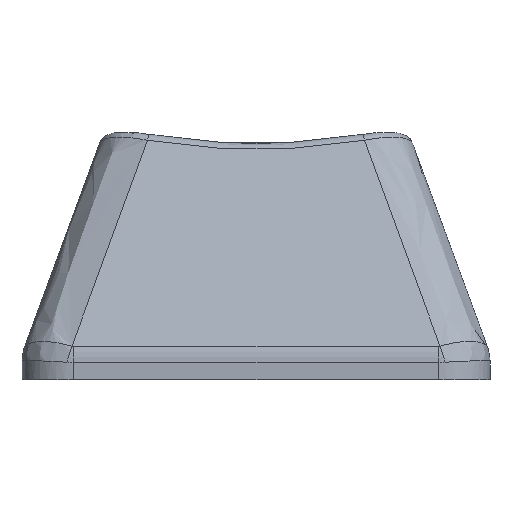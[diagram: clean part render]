
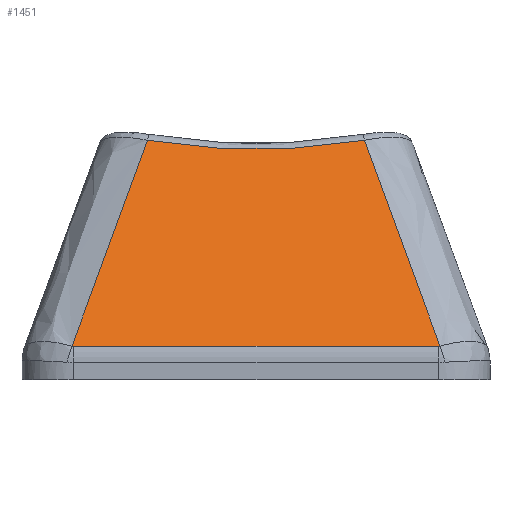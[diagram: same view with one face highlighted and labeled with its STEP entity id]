
A CAD part, front view. The second image highlights one B-rep face of the part: STEP entity #1451.
In plain terms, the highlighted planar face has unit normal (0, -0.909, 0.417).
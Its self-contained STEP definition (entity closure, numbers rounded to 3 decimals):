
#14=PLANE('',#1543);
#41=ELLIPSE('',#1536,1.2,0.5);
#43=ELLIPSE('',#1541,1.2,0.5);
#159=FACE_OUTER_BOUND('',#245,.T.);
#245=EDGE_LOOP('',(#1120,#1121,#1122,#1123,#1124,#1125));
#311=LINE('',#2699,#370);
#370=VECTOR('',#1642,10.);
#500=B_SPLINE_CURVE_WITH_KNOTS('',3,(#2859,#2860,#2861,#2862),
 .UNSPECIFIED.,.F.,.F.,(4,4),(-0.969,-0.042),
 .UNSPECIFIED.);
#502=B_SPLINE_CURVE_WITH_KNOTS('',3,(#2870,#2871,#2872,#2873),
 .UNSPECIFIED.,.F.,.F.,(4,4),(0.042,0.969),
 .UNSPECIFIED.);
#503=B_SPLINE_CURVE_WITH_KNOTS('',3,(#2874,#2875,#2876,#2877),
 .UNSPECIFIED.,.F.,.F.,(4,4),(-0.847,0.),.UNSPECIFIED.);
#630=VERTEX_POINT('',#2655);
#634=VERTEX_POINT('',#2689);
#636=VERTEX_POINT('',#2695);
#638=VERTEX_POINT('',#2716);
#644=VERTEX_POINT('',#2858);
#645=VERTEX_POINT('',#2869);
#806=EDGE_CURVE('',#630,#634,#41,.T.);
#809=EDGE_CURVE('',#634,#636,#311,.T.);
#812=EDGE_CURVE('',#636,#638,#43,.T.);
#823=EDGE_CURVE('',#638,#644,#500,.T.);
#825=EDGE_CURVE('',#645,#630,#502,.T.);
#826=EDGE_CURVE('',#644,#645,#503,.T.);
#1120=ORIENTED_EDGE('',*,*,#812,.F.);
#1121=ORIENTED_EDGE('',*,*,#809,.F.);
#1122=ORIENTED_EDGE('',*,*,#806,.F.);
#1123=ORIENTED_EDGE('',*,*,#825,.F.);
#1124=ORIENTED_EDGE('',*,*,#826,.F.);
#1125=ORIENTED_EDGE('',*,*,#823,.F.);
#1451=ADVANCED_FACE('',(#159),#14,.T.);
#1536=AXIS2_PLACEMENT_3D('',#2693,#1635,#1636);
#1541=AXIS2_PLACEMENT_3D('',#2720,#1647,#1648);
#1543=AXIS2_PLACEMENT_3D('',#2868,#1651,#1652);
#1635=DIRECTION('center_axis',(0.,0.909,-0.417));
#1636=DIRECTION('ref_axis',(0.,-0.417,-0.909));
#1642=DIRECTION('',(-1.,0.,0.));
#1647=DIRECTION('center_axis',(0.,0.909,-0.417));
#1648=DIRECTION('ref_axis',(0.,-0.417,-0.909));
#1651=DIRECTION('center_axis',(0.,-0.909,
0.417));
#1652=DIRECTION('ref_axis',(0.,-0.417,-0.909));
#2655=CARTESIAN_POINT('',(7.144,-8.94,0.306));
#2689=CARTESIAN_POINT('',(7.081,-8.944,0.298));
#2693=CARTESIAN_POINT('Origin',(7.081,-8.444,1.389));
#2695=CARTESIAN_POINT('',(-7.08,-8.944,0.298));
#2699=CARTESIAN_POINT('',(7.525,-8.944,0.298));
#2716=CARTESIAN_POINT('',(-7.144,-8.94,0.306));
#2720=CARTESIAN_POINT('Origin',(-7.08,-8.444,1.389));
#2858=CARTESIAN_POINT('',(-4.213,-5.28,8.295));
#2859=CARTESIAN_POINT('Ctrl Pts',(-7.144,-8.94,0.306));
#2860=CARTESIAN_POINT('Ctrl Pts',(-6.176,-7.719,2.972));
#2861=CARTESIAN_POINT('Ctrl Pts',(-5.202,-6.498,5.635));
#2862=CARTESIAN_POINT('Ctrl Pts',(-4.213,-5.28,8.295));
#2868=CARTESIAN_POINT('Origin',(5.969,-4.966,8.98));
#2869=CARTESIAN_POINT('',(4.213,-5.28,8.295));
#2870=CARTESIAN_POINT('Ctrl Pts',(4.213,-5.28,8.295));
#2871=CARTESIAN_POINT('Ctrl Pts',(5.202,-6.498,5.635));
#2872=CARTESIAN_POINT('Ctrl Pts',(6.176,-7.719,2.972));
#2873=CARTESIAN_POINT('Ctrl Pts',(7.144,-8.94,0.306));
#2874=CARTESIAN_POINT('Ctrl Pts',(-4.213,-5.28,8.295));
#2875=CARTESIAN_POINT('Ctrl Pts',(-1.436,-5.493,7.828));
#2876=CARTESIAN_POINT('Ctrl Pts',(1.436,-5.493,7.828));
#2877=CARTESIAN_POINT('Ctrl Pts',(4.213,-5.28,8.295));
